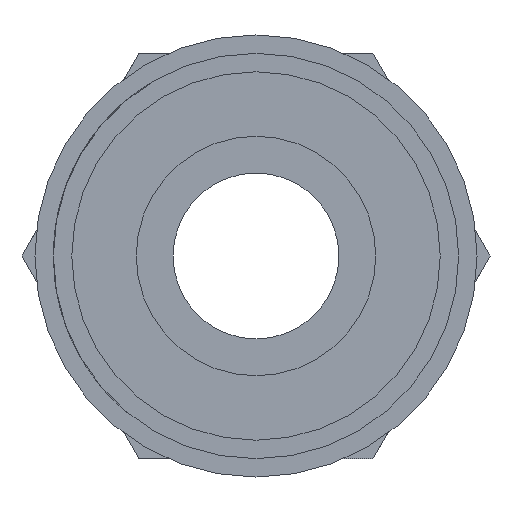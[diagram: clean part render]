
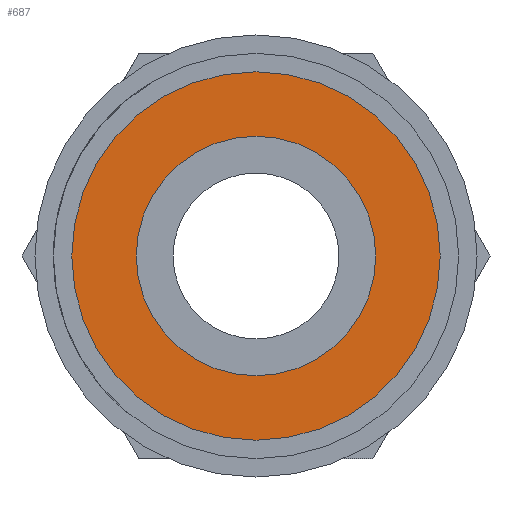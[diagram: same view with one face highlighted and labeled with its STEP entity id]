
A CAD part, left-side view. The second image highlights one B-rep face of the part: STEP entity #687.
In plain terms, the highlighted planar face has unit normal (-1, 0, 0).
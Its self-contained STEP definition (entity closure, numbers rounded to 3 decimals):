
#50 = CIRCLE ( 'NONE', #4976, 6.5 ) ;
#60 = VERTEX_POINT ( 'NONE', #5568 ) ;
#71 = CARTESIAN_POINT ( 'NONE',  ( 0., 0., 0. ) ) ;
#113 = FACE_OUTER_BOUND ( 'NONE', #8525, .T. ) ;
#398 = VERTEX_POINT ( 'NONE', #6959 ) ;
#431 = DIRECTION ( 'NONE',  ( -1., 0., 0. ) ) ;
#515 = EDGE_CURVE ( 'NONE', #60, #398, #50, .T. ) ;
#687 = ADVANCED_FACE ( 'NONE', ( #6141, #113 ), #4828, .T. ) ;
#815 = DIRECTION ( 'NONE',  ( -1., 0., 0. ) ) ;
#1086 = DIRECTION ( 'NONE',  ( -1., 0., 0. ) ) ;
#1309 = AXIS2_PLACEMENT_3D ( 'NONE', #6851, #815, #2176 ) ;
#2012 = ORIENTED_EDGE ( 'NONE', *, *, #2356, .T. ) ;
#2013 = AXIS2_PLACEMENT_3D ( 'NONE', #71, #2754, #5447 ) ;
#2119 = ORIENTED_EDGE ( 'NONE', *, *, #4789, .F. ) ;
#2176 = DIRECTION ( 'NONE',  ( 0., 0., 1. ) ) ;
#2356 = EDGE_CURVE ( 'NONE', #6623, #7456, #5820, .T. ) ;
#2553 = AXIS2_PLACEMENT_3D ( 'NONE', #6363, #3018, #2974 ) ;
#2754 = DIRECTION ( 'NONE',  ( -1., 0., 0. ) ) ;
#2974 = DIRECTION ( 'NONE',  ( 0., 0., 1. ) ) ;
#3018 = DIRECTION ( 'NONE',  ( -1., 0., 0. ) ) ;
#3078 = ORIENTED_EDGE ( 'NONE', *, *, #4500, .T. ) ;
#3154 = CARTESIAN_POINT ( 'NONE',  ( 0., 0., 10. ) ) ;
#4273 = CARTESIAN_POINT ( 'NONE',  ( 0., 0., 0. ) ) ;
#4391 = CARTESIAN_POINT ( 'NONE',  ( 0., 0., 0. ) ) ;
#4500 = EDGE_CURVE ( 'NONE', #7456, #6623, #7197, .T. ) ;
#4789 = EDGE_CURVE ( 'NONE', #398, #60, #5373, .T. ) ;
#4828 = PLANE ( 'NONE',  #1309 ) ;
#4976 = AXIS2_PLACEMENT_3D ( 'NONE', #4273, #431, #7864 ) ;
#5062 = DIRECTION ( 'NONE',  ( 0., 0., 1. ) ) ;
#5334 = EDGE_LOOP ( 'NONE', ( #5657, #2119 ) ) ;
#5373 = CIRCLE ( 'NONE', #2553, 6.5 ) ;
#5447 = DIRECTION ( 'NONE',  ( 0., 0., 1. ) ) ;
#5568 = CARTESIAN_POINT ( 'NONE',  ( 0., 0., 6.5 ) ) ;
#5657 = ORIENTED_EDGE ( 'NONE', *, *, #515, .F. ) ;
#5695 = CARTESIAN_POINT ( 'NONE',  ( 0., 0., -10. ) ) ;
#5820 = CIRCLE ( 'NONE', #2013, 10. ) ;
#6141 = FACE_BOUND ( 'NONE', #5334, .T. ) ;
#6363 = CARTESIAN_POINT ( 'NONE',  ( 0., 0., 0. ) ) ;
#6493 = AXIS2_PLACEMENT_3D ( 'NONE', #4391, #1086, #5062 ) ;
#6623 = VERTEX_POINT ( 'NONE', #5695 ) ;
#6851 = CARTESIAN_POINT ( 'NONE',  ( 0., 0., 0. ) ) ;
#6959 = CARTESIAN_POINT ( 'NONE',  ( 0., 0., -6.5 ) ) ;
#7197 = CIRCLE ( 'NONE', #6493, 10. ) ;
#7456 = VERTEX_POINT ( 'NONE', #3154 ) ;
#7864 = DIRECTION ( 'NONE',  ( 0., 0., 1. ) ) ;
#8525 = EDGE_LOOP ( 'NONE', ( #3078, #2012 ) ) ;
